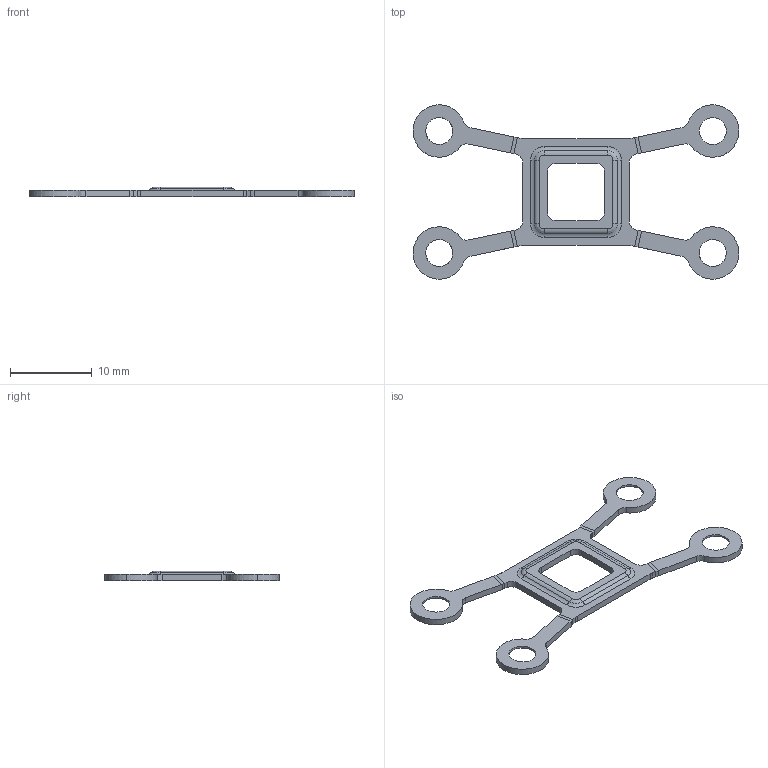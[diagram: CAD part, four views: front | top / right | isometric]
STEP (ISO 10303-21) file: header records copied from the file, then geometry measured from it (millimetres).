
FILE_DESCRIPTION (( 'STEP AP203' ), '1' );
FILE_NAME ('PORG_LEAF_SPRING_DRAWN.step_Default_sldprt.STEP', '2021-02-13T10:56:28', ( '' ), ( '' ), 'SwSTEP 2.0', 'SolidWorks 2019', '' );
FILE_SCHEMA (( 'CONFIG_CONTROL_DESIGN' ));
Length unit declared in the file: metre
Products named in the file (1): PORG_LEAF_SPRING_DRAWN.step_Default_sldprt
Bounding box: 39.83 x 21.28 x 1.2 mm (x, y, z)
Volume: 213.9 mm3; surface area: 735.6 mm2
Topology: 1 solids, 1 shells, 136 faces, 340 edges, 208 vertices
Faces by surface type: plane 56, cylinder 44, cone 12, bspline 12, torus 12
Entity records: 4317 total; most frequent: CARTESIAN_POINT 949, DIRECTION 706, ORIENTED_EDGE 680, EDGE_CURVE 340, AXIS2_PLACEMENT_3D 257, VERTEX_POINT 208, VECTOR 192, LINE 192
